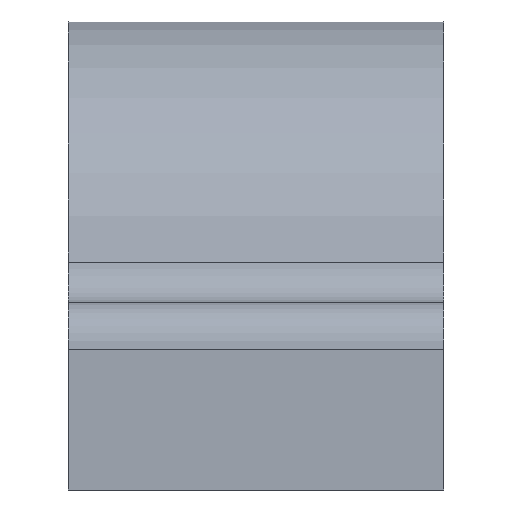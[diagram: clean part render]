
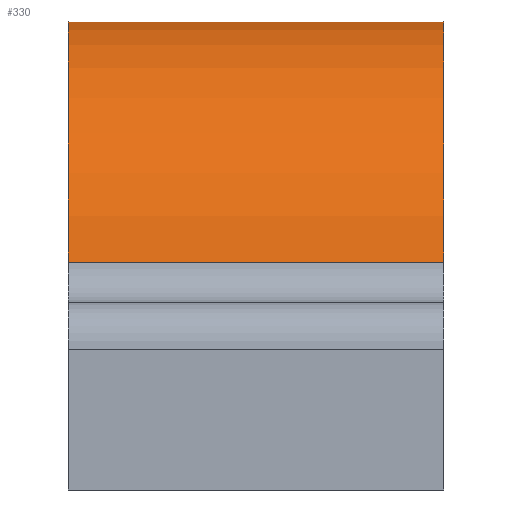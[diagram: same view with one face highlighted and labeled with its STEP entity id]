
A CAD part, front view. The second image highlights one B-rep face of the part: STEP entity #330.
In plain terms, the highlighted cylindrical face has radius 15 mm (diameter 30 mm), a partial arc.
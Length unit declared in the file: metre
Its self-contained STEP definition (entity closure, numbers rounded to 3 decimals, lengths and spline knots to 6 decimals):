
#30=LINE('',#568,#50);
#31=LINE('',#572,#51);
#50=VECTOR('',#460,1.);
#51=VECTOR('',#463,1.);
#99=ORIENTED_EDGE('',*,*,#153,.T.);
#100=ORIENTED_EDGE('',*,*,#176,.T.);
#101=ORIENTED_EDGE('',*,*,#177,.F.);
#102=ORIENTED_EDGE('',*,*,#178,.T.);
#153=EDGE_CURVE('',#196,#195,#225,.T.);
#176=EDGE_CURVE('',#195,#213,#30,.T.);
#177=EDGE_CURVE('',#214,#213,#232,.T.);
#178=EDGE_CURVE('',#214,#196,#31,.F.);
#195=VERTEX_POINT('',#521);
#196=VERTEX_POINT('',#523);
#213=VERTEX_POINT('',#569);
#214=VERTEX_POINT('',#571);
#225=CIRCLE('',#364,0.015);
#232=CIRCLE('',#377,0.015);
#255=EDGE_LOOP('',(#99,#100,#101,#102));
#291=FACE_BOUND('',#255,.T.);
#313=CYLINDRICAL_SURFACE('',#376,0.015);
#330=ADVANCED_FACE('',(#291),#313,.T.);
#364=AXIS2_PLACEMENT_3D('',#522,#418,#419);
#376=AXIS2_PLACEMENT_3D('',#567,#458,#459);
#377=AXIS2_PLACEMENT_3D('',#570,#461,#462);
#418=DIRECTION('',(1.,0.,0.));
#419=DIRECTION('',(0.,0.,-1.));
#458=DIRECTION('',(1.,0.,0.));
#459=DIRECTION('',(0.,0.,1.));
#460=DIRECTION('',(1.,0.,0.));
#461=DIRECTION('',(1.,0.,0.));
#462=DIRECTION('',(0.,0.,-1.));
#463=DIRECTION('',(1.,0.,0.));
#521=CARTESIAN_POINT('',(-0.065,-0.014846,0.172143));
#522=CARTESIAN_POINT('',(-0.065,0.,0.17));
#523=CARTESIAN_POINT('',(-0.065,0.014846,0.172143));
#567=CARTESIAN_POINT('',(-0.065002,0.,0.17));
#568=CARTESIAN_POINT('',(-0.065002,-0.014846,0.172143));
#569=CARTESIAN_POINT('',(-0.045,-0.014846,0.172143));
#570=CARTESIAN_POINT('',(-0.045,0.,0.17));
#571=CARTESIAN_POINT('',(-0.045,0.014846,0.172143));
#572=CARTESIAN_POINT('',(-0.065002,0.014846,0.172143));
